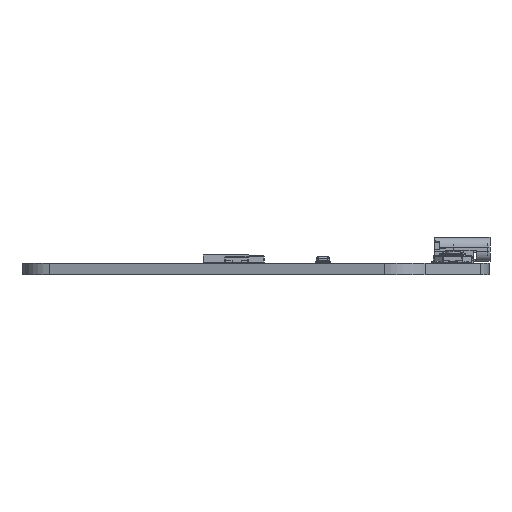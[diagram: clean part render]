
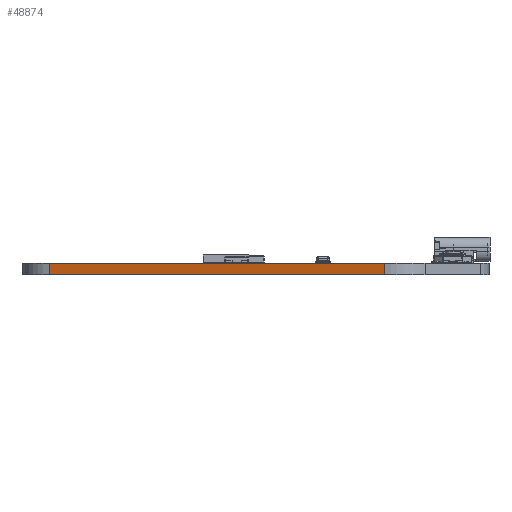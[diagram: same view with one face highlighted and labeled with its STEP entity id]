
A CAD part, left-side view. The second image highlights one B-rep face of the part: STEP entity #48874.
In plain terms, the highlighted planar face has unit normal (-0.954, 0.299, 0).
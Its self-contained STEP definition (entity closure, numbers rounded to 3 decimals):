
#47676 = VERTEX_POINT('',#47677);
#47677 = CARTESIAN_POINT('',(118.464,-64.284,0.));
#47683 = EDGE_CURVE('',#47684,#47676,#47686,.T.);
#47684 = VERTEX_POINT('',#47685);
#47685 = CARTESIAN_POINT('',(104.588,-108.575,0.));
#47686 = LINE('',#47687,#47688);
#47687 = CARTESIAN_POINT('',(104.588,-108.575,0.));
#47688 = VECTOR('',#47689,1.);
#47689 = DIRECTION('',(0.299,0.954,0.));
#48159 = VERTEX_POINT('',#48160);
#48160 = CARTESIAN_POINT('',(118.464,-64.284,1.51));
#48166 = EDGE_CURVE('',#48167,#48159,#48169,.T.);
#48167 = VERTEX_POINT('',#48168);
#48168 = CARTESIAN_POINT('',(104.588,-108.575,1.51));
#48169 = LINE('',#48170,#48171);
#48170 = CARTESIAN_POINT('',(104.588,-108.575,1.51));
#48171 = VECTOR('',#48172,1.);
#48172 = DIRECTION('',(0.299,0.954,0.));
#48844 = EDGE_CURVE('',#47676,#48159,#48845,.T.);
#48845 = LINE('',#48846,#48847);
#48846 = CARTESIAN_POINT('',(118.464,-64.284,0.));
#48847 = VECTOR('',#48848,1.);
#48848 = DIRECTION('',(0.,0.,1.));
#48874 = ADVANCED_FACE('',(#48875),#48886,.T.);
#48875 = FACE_BOUND('',#48876,.T.);
#48876 = EDGE_LOOP('',(#48877,#48883,#48884,#48885));
#48877 = ORIENTED_EDGE('',*,*,#48878,.T.);
#48878 = EDGE_CURVE('',#47684,#48167,#48879,.T.);
#48879 = LINE('',#48880,#48881);
#48880 = CARTESIAN_POINT('',(104.588,-108.575,0.));
#48881 = VECTOR('',#48882,1.);
#48882 = DIRECTION('',(0.,0.,1.));
#48883 = ORIENTED_EDGE('',*,*,#48166,.T.);
#48884 = ORIENTED_EDGE('',*,*,#48844,.F.);
#48885 = ORIENTED_EDGE('',*,*,#47683,.F.);
#48886 = PLANE('',#48887);
#48887 = AXIS2_PLACEMENT_3D('',#48888,#48889,#48890);
#48888 = CARTESIAN_POINT('',(104.588,-108.575,0.));
#48889 = DIRECTION('',(-0.954,0.299,0.));
#48890 = DIRECTION('',(0.299,0.954,0.));
